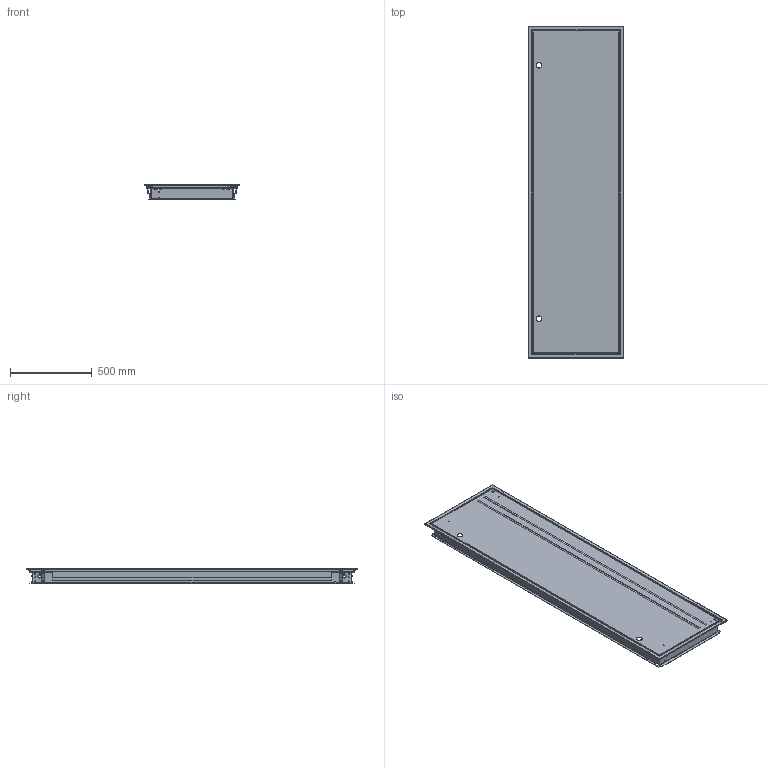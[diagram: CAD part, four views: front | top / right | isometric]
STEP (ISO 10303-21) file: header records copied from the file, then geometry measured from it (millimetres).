
FILE_DESCRIPTION (( 'STEP AP214' ), '1' );
FILE_NAME ('c_il308242-f_3d.STEP', '2019-10-11T10:53:24', ( '' ), ( '' ), 'SwSTEP 2.0', 'SolidWorks 2019', '' );
FILE_SCHEMA (( 'AUTOMOTIVE_DESIGN' ));
Length unit declared in the file: millimetre
Products named in the file (10): Angle; IL900220-F Top; Metal part; c_il308242-f_3d; Door; IL900220-F Bottom; Frame; Side; baglama gornja_LH; baglama donja_LH
Assembly tree (14 placements, depth 3):
  c_il308242-f_3d
    Frame
    Angle  x4
    Side  x2
    Door
    IL900220-F Bottom
      baglama donja_LH
      Metal part
    IL900220-F Top
      baglama gornja_LH
      Metal part
Bounding box: 585 x 2025 x 89.5 mm (x, y, z)
Volume: 3474027.8 mm3; surface area: 4561319.8 mm2
Topology: 12 solids, 12 shells, 787 faces, 2032 edges, 1243 vertices
Faces by surface type: plane 469, cylinder 282, bspline 22, cone 8, sphere 5, torus 1
Entity records: 22695 total; most frequent: CARTESIAN_POINT 4857, DIRECTION 3656, ORIENTED_EDGE 3602, EDGE_CURVE 1801, LINE 1260, VECTOR 1260, AXIS2_PLACEMENT_3D 1198, VERTEX_POINT 1097
